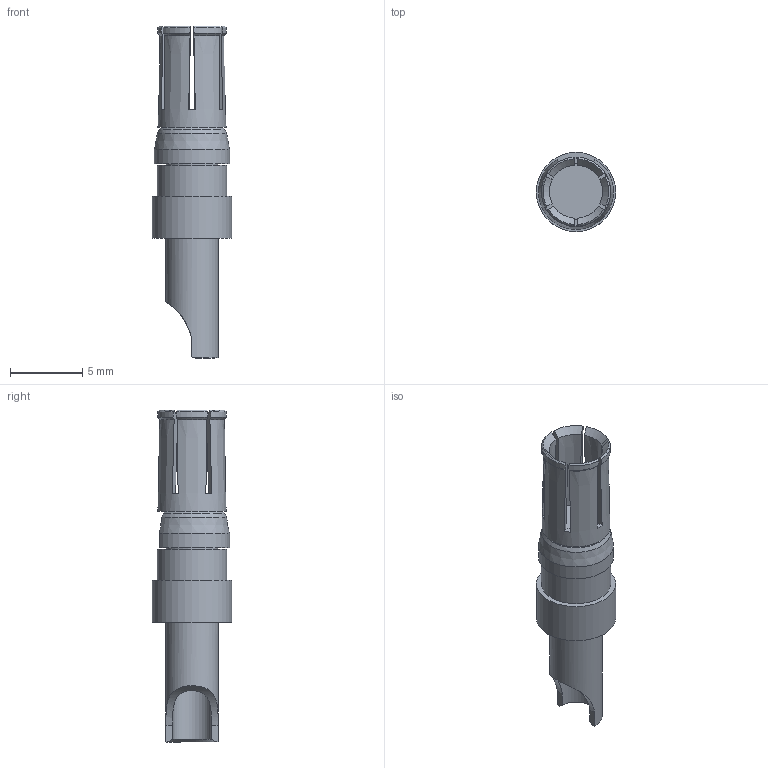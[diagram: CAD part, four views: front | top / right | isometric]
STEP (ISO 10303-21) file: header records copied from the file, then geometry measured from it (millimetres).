
FILE_DESCRIPTION(/* description */ (''),/* implementation_level */ '2;1');
FILE_NAME(/* name */ '100221612ugm000_b.stp',/* time_stamp */ '2015-11-05T01:30:21+01:00',/* author */ (''),/* organization */ (''),/* preprocessor_version */ 'ST-DEVELOPER v15',/* originating_system */ 'SIEMENS PLM Software NX 8.5',/* authorisation */ '');
FILE_SCHEMA (('AUTOMOTIVE_DESIGN { 1 0 10303 214 3 1 1 1 }'));
Length unit declared in the file: millimetre
Products named in the file (1): 100221612ugm000_b
Bounding box: 5.5 x 5.5 x 23 mm (x, y, z)
Volume: 216.3 mm3; surface area: 559.3 mm2
Topology: 1 solids, 1 shells, 69 faces, 188 edges, 125 vertices
Faces by surface type: plane 29, cone 25, cylinder 14, bspline 1
Full cylindrical faces by diameter (mm): 2.7 x1, 3.56 x1, 3.63 x1, 4.8 x1, 5.5 x1
Entity records: 2693 total; most frequent: CARTESIAN_POINT 572, ORIENTED_EDGE 358, DIRECTION 324, EDGE_CURVE 179, AXIS2_PLACEMENT_3D 126, VERTEX_POINT 125, EDGE_LOOP 81, LINE 72
